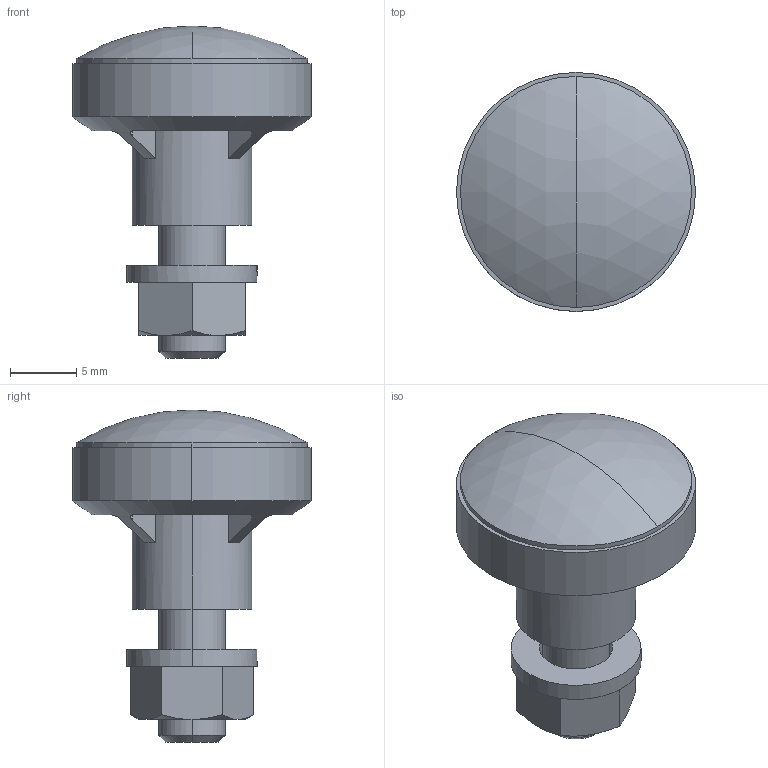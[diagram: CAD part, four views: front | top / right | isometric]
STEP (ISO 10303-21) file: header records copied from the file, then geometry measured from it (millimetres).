
FILE_DESCRIPTION (( 'STEP AP203' ), '1' );
FILE_NAME ('sone3D.STEP', '2014-02-04T08:49:58', ( '' ), ( '' ), 'SwSTEP 2.0', 'SolidWorks 2012', '' );
FILE_SCHEMA (( 'CONFIG_CONTROL_DESIGN' ));
Length unit declared in the file: millimetre
Products named in the file (3): sone3D; AP-38-2ナット_; AP-38-2ツマミ_
Assembly tree (2 placements, depth 2):
  sone3D
    AP-38-2ツマミ_
    AP-38-2ナット_
Bounding box: 18 x 18 x 25 mm (x, y, z)
Volume: 2463.1 mm3; surface area: 1547.1 mm2
Topology: 2 solids, 2 shells, 70 faces, 180 edges, 116 vertices
Faces by surface type: cylinder 31, plane 27, cone 10, sphere 2
Entity records: 2522 total; most frequent: CARTESIAN_POINT 523, DIRECTION 365, ORIENTED_EDGE 360, EDGE_CURVE 180, AXIS2_PLACEMENT_3D 146, VERTEX_POINT 116, EDGE_LOOP 74, LINE 73
